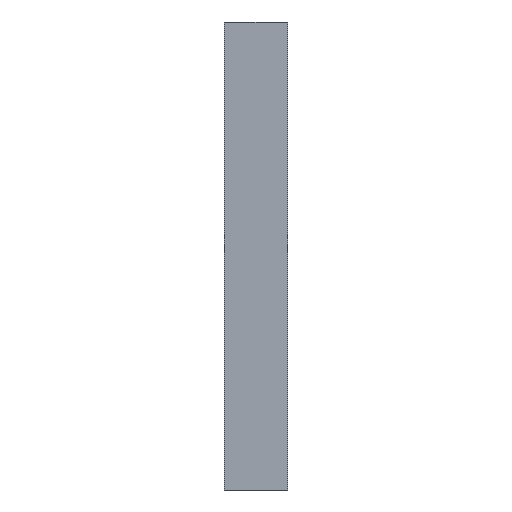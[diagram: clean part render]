
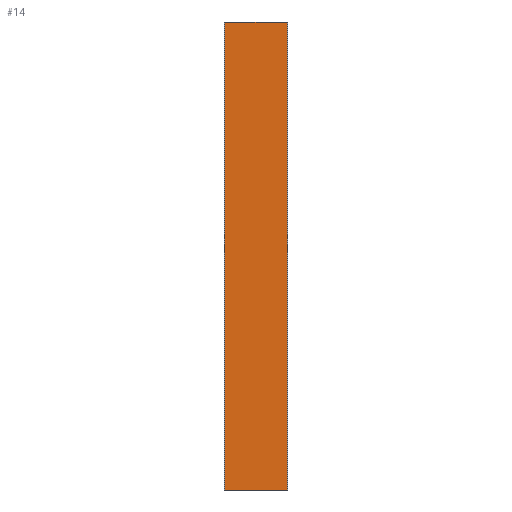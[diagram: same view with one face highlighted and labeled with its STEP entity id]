
A CAD part, front view. The second image highlights one B-rep face of the part: STEP entity #14.
In plain terms, the highlighted planar face has unit normal (0, -1, 0).
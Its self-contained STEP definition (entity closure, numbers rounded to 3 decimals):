
#14=ADVANCED_FACE('',(#24),#156,.T.);
#24=FACE_OUTER_BOUND('',#34,.T.);
#34=EDGE_LOOP('',(#44,#45,#46,#47));
#44=ORIENTED_EDGE('',*,*,#93,.F.);
#45=ORIENTED_EDGE('',*,*,#94,.F.);
#46=ORIENTED_EDGE('',*,*,#92,.F.);
#47=ORIENTED_EDGE('',*,*,#95,.F.);
#92=EDGE_CURVE('',#141,#140,#116,.T.);
#93=EDGE_CURVE('',#143,#142,#117,.T.);
#94=EDGE_CURVE('',#140,#143,#118,.T.);
#95=EDGE_CURVE('',#142,#141,#119,.T.);
#116=B_SPLINE_CURVE_WITH_KNOTS('',1,(#306,#307),.UNSPECIFIED.,.F.,.F.,(2,
2),(7.25,390.061),.UNSPECIFIED.);
#117=B_SPLINE_CURVE_WITH_KNOTS('',1,(#308,#309),.UNSPECIFIED.,.F.,.F.,(2,
2),(5.75,388.561),.UNSPECIFIED.);
#118=B_SPLINE_CURVE_WITH_KNOTS('',1,(#310,#311),.UNSPECIFIED.,.F.,.F.,(2,
2),(300.001,3300.001),.UNSPECIFIED.);
#119=B_SPLINE_CURVE_WITH_KNOTS('',1,(#312,#313),.UNSPECIFIED.,.F.,.F.,(2,
2),(300.001,3300.001),.UNSPECIFIED.);
#140=VERTEX_POINT('',#290);
#141=VERTEX_POINT('',#291);
#142=VERTEX_POINT('',#292);
#143=VERTEX_POINT('',#293);
#156=PLANE('',#254);
#254=AXIS2_PLACEMENT_3D('',#280,#267,$);
#267=DIRECTION('',(0.,-1.,0.));
#280=CARTESIAN_POINT('',(269.401,-1.5,-330.001));
#290=CARTESIAN_POINT('',(-201.,-1.5,0.));
#291=CARTESIAN_POINT('',(201.,-1.5,0.));
#292=CARTESIAN_POINT('',(201.,-1.5,3000.));
#293=CARTESIAN_POINT('',(-201.,-1.5,3000.));
#306=CARTESIAN_POINT('',(201.,-1.5,0.));
#307=CARTESIAN_POINT('',(-201.,-1.5,0.));
#308=CARTESIAN_POINT('',(-201.,-1.5,3000.));
#309=CARTESIAN_POINT('',(201.,-1.5,3000.));
#310=CARTESIAN_POINT('',(-201.,-1.5,0.));
#311=CARTESIAN_POINT('',(-201.,-1.5,3000.));
#312=CARTESIAN_POINT('',(201.,-1.5,3000.));
#313=CARTESIAN_POINT('',(201.,-1.5,0.));
